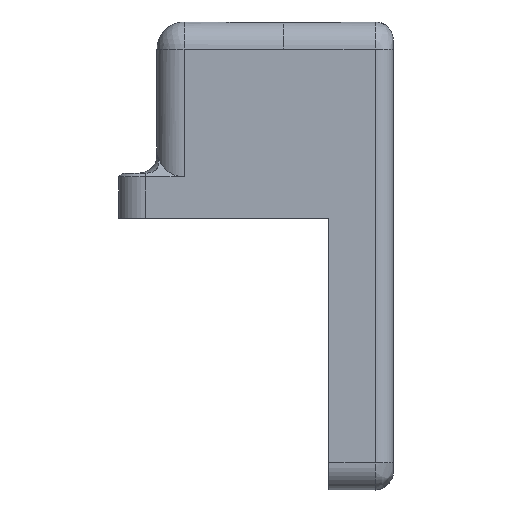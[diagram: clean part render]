
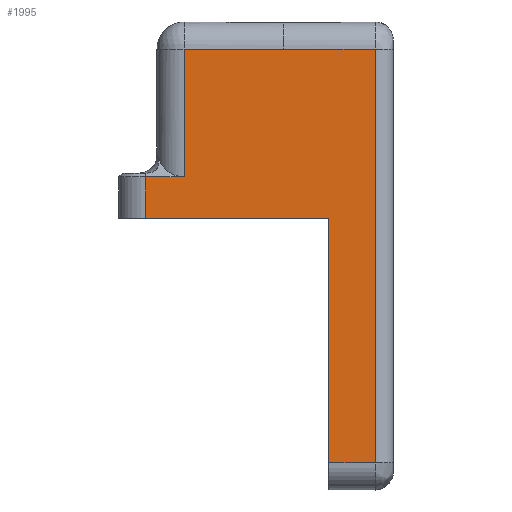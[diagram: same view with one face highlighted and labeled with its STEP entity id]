
A CAD part, left-side view. The second image highlights one B-rep face of the part: STEP entity #1995.
In plain terms, the highlighted planar face has unit normal (-1, 0, 0).
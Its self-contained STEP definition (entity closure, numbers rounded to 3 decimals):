
#124=PLANE('',#2215);
#238=FACE_OUTER_BOUND('',#365,.T.);
#365=EDGE_LOOP('',(#1828,#1829,#1830,#1831,#1832,#1833,#1834,#1835,#1836));
#409=LINE('',#3030,#578);
#410=LINE('',#3034,#579);
#434=LINE('',#3155,#603);
#466=LINE('',#3258,#635);
#476=LINE('',#3285,#645);
#526=LINE('',#3538,#695);
#527=LINE('',#3542,#696);
#528=LINE('',#3545,#697);
#534=LINE('',#3582,#703);
#578=VECTOR('',#2383,10.);
#579=VECTOR('',#2388,10.);
#603=VECTOR('',#2446,10.);
#635=VECTOR('',#2528,10.);
#645=VECTOR('',#2558,10.);
#695=VECTOR('',#2760,10.);
#696=VECTOR('',#2765,10.);
#697=VECTOR('',#2770,10.);
#703=VECTOR('',#2796,10.);
#846=VERTEX_POINT('',#3010);
#852=VERTEX_POINT('',#3028);
#853=VERTEX_POINT('',#3032);
#882=VERTEX_POINT('',#3153);
#900=VERTEX_POINT('',#3249);
#904=VERTEX_POINT('',#3256);
#945=VERTEX_POINT('',#3405);
#973=VERTEX_POINT('',#3536);
#974=VERTEX_POINT('',#3540);
#1059=EDGE_CURVE('',#852,#846,#409,.T.);
#1061=EDGE_CURVE('',#853,#852,#410,.T.);
#1098=EDGE_CURVE('',#846,#882,#434,.T.);
#1137=EDGE_CURVE('',#900,#904,#466,.T.);
#1151=EDGE_CURVE('',#882,#904,#476,.T.);
#1249=EDGE_CURVE('',#973,#945,#526,.T.);
#1251=EDGE_CURVE('',#945,#974,#527,.T.);
#1253=EDGE_CURVE('',#974,#853,#528,.T.);
#1262=EDGE_CURVE('',#900,#973,#534,.T.);
#1828=ORIENTED_EDGE('',*,*,#1061,.F.);
#1829=ORIENTED_EDGE('',*,*,#1253,.F.);
#1830=ORIENTED_EDGE('',*,*,#1251,.F.);
#1831=ORIENTED_EDGE('',*,*,#1249,.F.);
#1832=ORIENTED_EDGE('',*,*,#1262,.F.);
#1833=ORIENTED_EDGE('',*,*,#1137,.T.);
#1834=ORIENTED_EDGE('',*,*,#1151,.F.);
#1835=ORIENTED_EDGE('',*,*,#1098,.F.);
#1836=ORIENTED_EDGE('',*,*,#1059,.F.);
#1995=ADVANCED_FACE('',(#238),#124,.T.);
#2215=AXIS2_PLACEMENT_3D('',#3583,#2797,#2798);
#2383=DIRECTION('',(0.,-1.,0.));
#2388=DIRECTION('',(0.,-1.,0.));
#2446=DIRECTION('',(0.,0.,-1.));
#2528=DIRECTION('',(0.,0.,-1.));
#2558=DIRECTION('',(0.,1.,0.));
#2760=DIRECTION('',(0.,0.,1.));
#2765=DIRECTION('',(0.,-1.,0.));
#2770=DIRECTION('',(0.,0.,1.));
#2796=DIRECTION('',(0.,1.,0.));
#2797=DIRECTION('center_axis',(-1.,0.,0.));
#2798=DIRECTION('ref_axis',(0.,0.,
1.));
#3010=CARTESIAN_POINT('',(-74.166,18.667,22.751));
#3028=CARTESIAN_POINT('',(-74.166,28.779,22.751));
#3030=CARTESIAN_POINT('',(-74.166,19.379,22.751));
#3032=CARTESIAN_POINT('',(-74.166,39.779,22.751));
#3034=CARTESIAN_POINT('',(-74.166,32.714,22.751));
#3153=CARTESIAN_POINT('',(-74.166,18.667,-22.949));
#3155=CARTESIAN_POINT('',(-74.166,18.667,11.328));
#3249=CARTESIAN_POINT('',(-74.166,23.779,4.051));
#3256=CARTESIAN_POINT('',(-74.166,23.779,-22.949));
#3258=CARTESIAN_POINT('',(-74.166,23.779,11.551));
#3285=CARTESIAN_POINT('',(-74.166,31.585,-22.949));
#3405=CARTESIAN_POINT('',(-74.166,44.,8.651));
#3536=CARTESIAN_POINT('',(-74.166,44.,4.051));
#3538=CARTESIAN_POINT('',(-74.166,44.,19.41));
#3540=CARTESIAN_POINT('',(-74.166,39.779,8.651));
#3542=CARTESIAN_POINT('',(-74.166,33.377,8.651));
#3545=CARTESIAN_POINT('',(-74.166,39.779,21.91));
#3582=CARTESIAN_POINT('',(-74.166,48.,4.051));
#3583=CARTESIAN_POINT('Origin',(-74.166,30.039,34.769));
